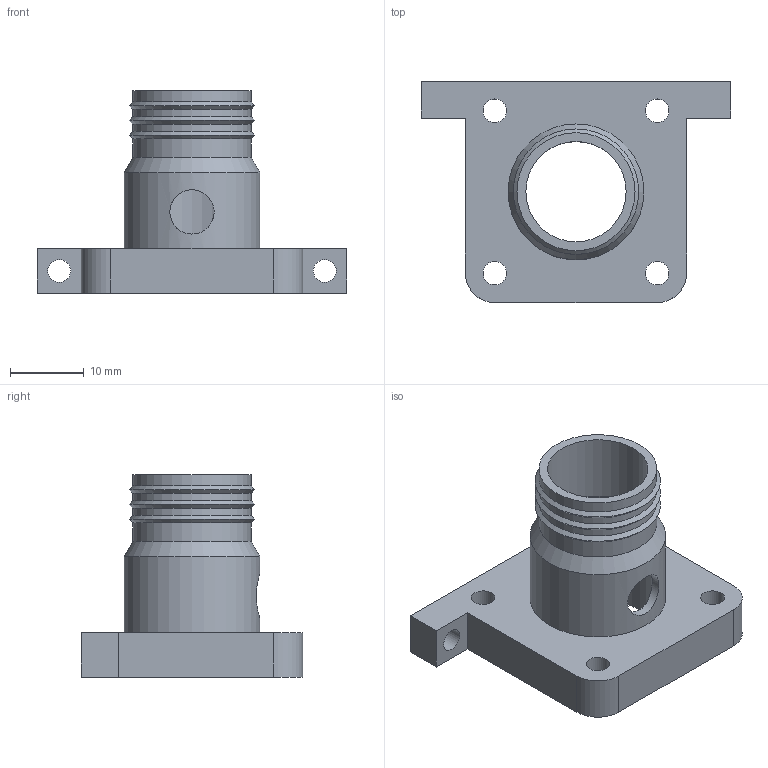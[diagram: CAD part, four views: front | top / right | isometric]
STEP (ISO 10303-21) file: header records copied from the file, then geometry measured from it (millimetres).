
FILE_DESCRIPTION(('FreeCAD Model'),'2;1');
FILE_NAME('housing.step', '2020-04-28T16:16:15',('Author'),(''), 'Open CASCADE STEP processor 7.3','FreeCAD','Unknown');
FILE_SCHEMA(('AUTOMOTIVE_DESIGN { 1 0 10303 214 1 1 1 1 }'));
Length unit declared in the file: millimetre
Products named in the file (1): Body
Bounding box: 42 x 30 x 27.4 mm (x, y, z)
Volume: 5562.7 mm3; surface area: 5110.5 mm2
Topology: 1 solids, 1 shells, 35 faces, 83 edges, 51 vertices
Faces by surface type: cylinder 16, plane 11, cone 8
Full cylindrical faces by diameter (mm): 3.1 x2, 3.2 x4, 6 x1, 13.6 x1, 16 x5, 18.4 x1
Entity records: 2668 total; most frequent: CARTESIAN_POINT 910, DIRECTION 337, LINE 189, VECTOR 189, ORIENTED_EDGE 166, PCURVE 166, DEFINITIONAL_REPRESENTATION 166, EDGE_CURVE 83
